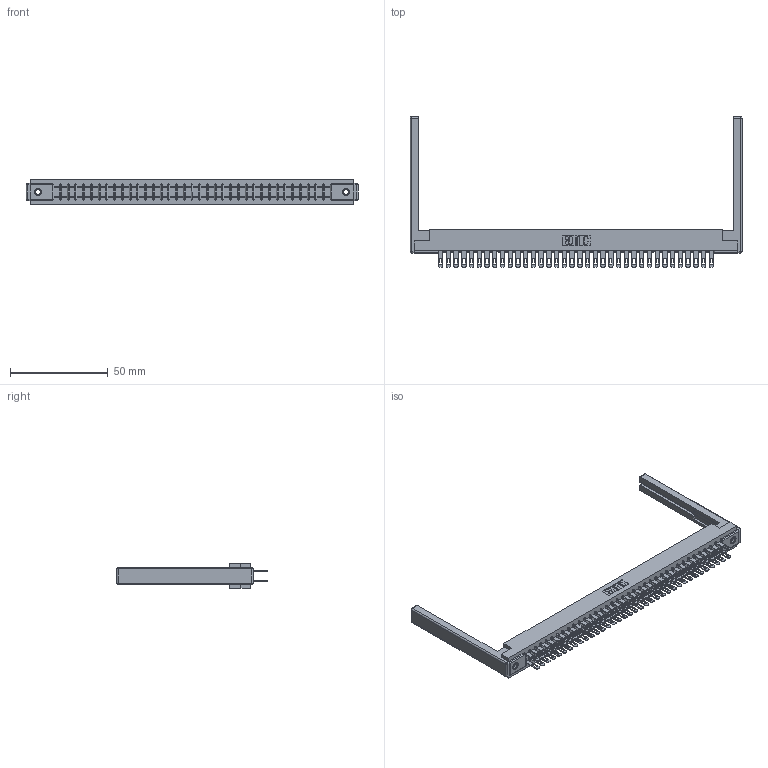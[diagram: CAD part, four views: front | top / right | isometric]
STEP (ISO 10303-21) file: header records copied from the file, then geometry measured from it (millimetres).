
FILE_DESCRIPTION (( 'STEP AP203' ), '1' );
FILE_NAME ('357-072-500-268.STEP', '2019-09-19T11:05:24', ( '' ), ( '' ), 'SwSTEP 2.0', 'SolidWorks 2016', '' );
FILE_SCHEMA (( 'CONFIG_CONTROL_DESIGN' ));
Length unit declared in the file: inch
Products named in the file (5): 345-250-001_345-250-001-102; 307 Part_.156 Dia Mounting Holes; 357-072-500-268; 307-290-001_500; 307-220-068
Assembly tree (77 placements, depth 2):
  357-072-500-268
    307 Part_.156 Dia Mounting Holes
    307-290-001_500  x72
    307-220-068  x2
    345-250-001_345-250-001-102  x2
Bounding box: 170.08 x 77.14 x 12.7 mm (x, y, z)
Volume: 22630.2 mm3; surface area: 27336.1 mm2
Topology: 77 solids, 77 shells, 3621 faces, 10073 edges, 6498 vertices
Faces by surface type: plane 2318, cylinder 1205, sphere 82, cone 12, torus 4
Entity records: 35487 total; most frequent: CARTESIAN_POINT 5781, ORIENTED_EDGE 5720, DIRECTION 5682, EDGE_CURVE 2860, VECTOR 2188, LINE 2188, VERTEX_POINT 1846, AXIS2_PLACEMENT_3D 1747
